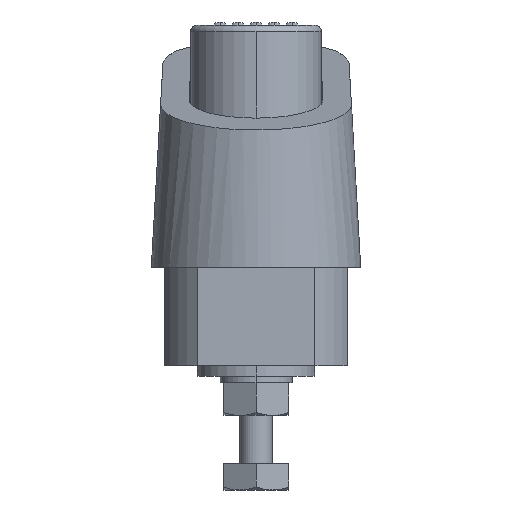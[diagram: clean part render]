
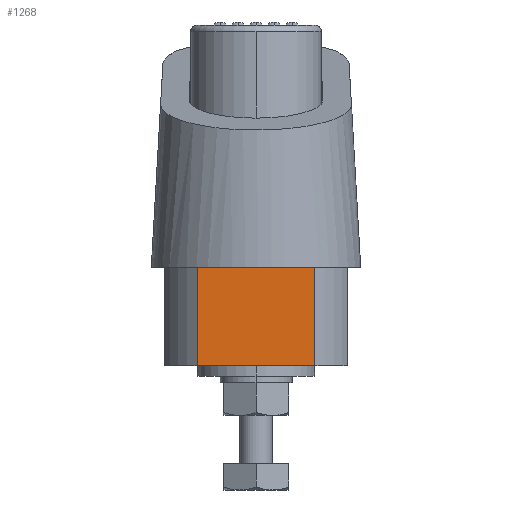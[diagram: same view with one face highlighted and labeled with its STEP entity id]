
A CAD part, left-side view. The second image highlights one B-rep face of the part: STEP entity #1268.
In plain terms, the highlighted planar face has unit normal (-1, 0, 0).
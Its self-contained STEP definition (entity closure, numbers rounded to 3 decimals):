
#850 = EDGE_CURVE ( 'NONE', #7424, #6760, #6012, .T. ) ;
#892 = VECTOR ( 'NONE', #8575, 1000. ) ;
#914 = EDGE_CURVE ( 'NONE', #3765, #7424, #1752, .T. ) ;
#1268 = ADVANCED_FACE ( 'NONE', ( #6935 ), #1458, .F. ) ;
#1458 = PLANE ( 'NONE',  #6409 ) ;
#1535 = VECTOR ( 'NONE', #7453, 1000. ) ;
#1560 = CARTESIAN_POINT ( 'NONE',  ( -12., -9., -15. ) ) ;
#1635 = DIRECTION ( 'NONE',  ( 0., 1., 0. ) ) ;
#1663 = DIRECTION ( 'NONE',  ( 1., 0., 0. ) ) ;
#1752 = LINE ( 'NONE', #7474, #5050 ) ;
#1831 = CARTESIAN_POINT ( 'NONE',  ( -12., -9., 0. ) ) ;
#1874 = LINE ( 'NONE', #4244, #2202 ) ;
#2167 = DIRECTION ( 'NONE',  ( 0., 1., 0. ) ) ;
#2202 = VECTOR ( 'NONE', #2167, 1000. ) ;
#3082 = CARTESIAN_POINT ( 'NONE',  ( -12., -9., -15. ) ) ;
#3765 = VERTEX_POINT ( 'NONE', #1560 ) ;
#3975 = EDGE_CURVE ( 'NONE', #3765, #4087, #1874, .T. ) ;
#4087 = VERTEX_POINT ( 'NONE', #8426 ) ;
#4244 = CARTESIAN_POINT ( 'NONE',  ( -12., -9., -15. ) ) ;
#4445 = ORIENTED_EDGE ( 'NONE', *, *, #914, .T. ) ;
#5050 = VECTOR ( 'NONE', #8720, 1000. ) ;
#5344 = CARTESIAN_POINT ( 'NONE',  ( -12., 9., -15. ) ) ;
#5368 = LINE ( 'NONE', #5344, #1535 ) ;
#5845 = ORIENTED_EDGE ( 'NONE', *, *, #3975, .F. ) ;
#6012 = LINE ( 'NONE', #1831, #892 ) ;
#6310 = EDGE_CURVE ( 'NONE', #4087, #6760, #5368, .T. ) ;
#6409 = AXIS2_PLACEMENT_3D ( 'NONE', #3082, #1663, #1635 ) ;
#6746 = ORIENTED_EDGE ( 'NONE', *, *, #6310, .F. ) ;
#6760 = VERTEX_POINT ( 'NONE', #8730 ) ;
#6935 = FACE_OUTER_BOUND ( 'NONE', #7107, .T. ) ;
#7035 = ORIENTED_EDGE ( 'NONE', *, *, #850, .T. ) ;
#7107 = EDGE_LOOP ( 'NONE', ( #7035, #6746, #5845, #4445 ) ) ;
#7301 = CARTESIAN_POINT ( 'NONE',  ( -12., -9., 0. ) ) ;
#7424 = VERTEX_POINT ( 'NONE', #7301 ) ;
#7453 = DIRECTION ( 'NONE',  ( 0., 0., 1. ) ) ;
#7474 = CARTESIAN_POINT ( 'NONE',  ( -12., -9., -15. ) ) ;
#8426 = CARTESIAN_POINT ( 'NONE',  ( -12., 9., -15. ) ) ;
#8575 = DIRECTION ( 'NONE',  ( 0., 1., 0. ) ) ;
#8720 = DIRECTION ( 'NONE',  ( 0., 0., 1. ) ) ;
#8730 = CARTESIAN_POINT ( 'NONE',  ( -12., 9., 0. ) ) ;
